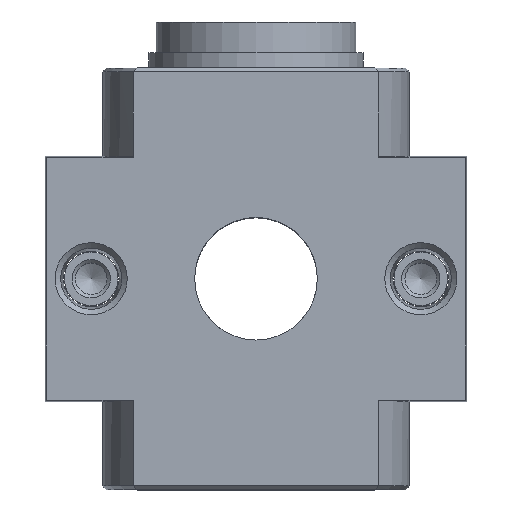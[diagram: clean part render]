
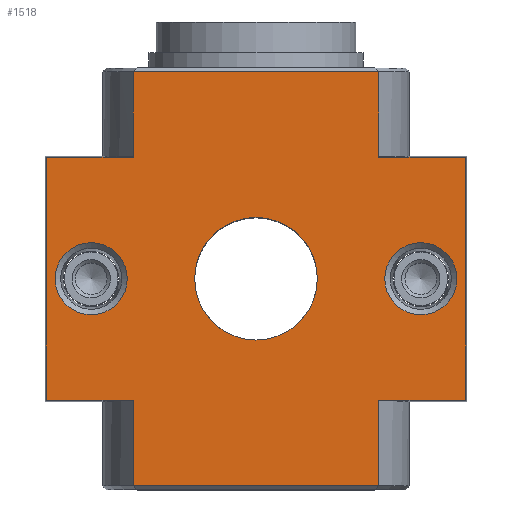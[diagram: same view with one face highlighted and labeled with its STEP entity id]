
A CAD part, top view. The second image highlights one B-rep face of the part: STEP entity #1518.
In plain terms, the highlighted planar face has unit normal (0, 0, 1).
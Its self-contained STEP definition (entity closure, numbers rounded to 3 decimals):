
#137=CIRCLE('',#1666,8.);
#148=CIRCLE('',#1708,4.7);
#149=CIRCLE('',#1709,4.7);
#327=ORIENTED_EDGE('',*,*,#598,.F.);
#328=ORIENTED_EDGE('',*,*,#678,.F.);
#329=ORIENTED_EDGE('',*,*,#679,.F.);
#330=ORIENTED_EDGE('',*,*,#680,.T.);
#331=ORIENTED_EDGE('',*,*,#681,.F.);
#332=ORIENTED_EDGE('',*,*,#682,.T.);
#333=ORIENTED_EDGE('',*,*,#608,.F.);
#334=ORIENTED_EDGE('',*,*,#661,.F.);
#335=ORIENTED_EDGE('',*,*,#610,.T.);
#336=ORIENTED_EDGE('',*,*,#683,.T.);
#337=ORIENTED_EDGE('',*,*,#684,.T.);
#338=ORIENTED_EDGE('',*,*,#685,.T.);
#339=ORIENTED_EDGE('',*,*,#653,.T.);
#340=ORIENTED_EDGE('',*,*,#676,.T.);
#341=ORIENTED_EDGE('',*,*,#655,.F.);
#598=EDGE_CURVE('',#792,#792,#137,.T.);
#608=EDGE_CURVE('',#802,#799,#931,.T.);
#610=EDGE_CURVE('',#805,#803,#933,.T.);
#653=EDGE_CURVE('',#833,#834,#953,.T.);
#655=EDGE_CURVE('',#835,#836,#955,.T.);
#661=EDGE_CURVE('',#805,#802,#961,.T.);
#676=EDGE_CURVE('',#834,#836,#974,.T.);
#678=EDGE_CURVE('',#848,#848,#148,.T.);
#679=EDGE_CURVE('',#849,#849,#149,.T.);
#680=EDGE_CURVE('',#835,#850,#976,.T.);
#681=EDGE_CURVE('',#851,#850,#977,.T.);
#682=EDGE_CURVE('',#851,#799,#978,.T.);
#683=EDGE_CURVE('',#803,#852,#979,.T.);
#684=EDGE_CURVE('',#852,#853,#980,.T.);
#685=EDGE_CURVE('',#853,#833,#981,.T.);
#792=VERTEX_POINT('',#2342);
#799=VERTEX_POINT('',#2406);
#802=VERTEX_POINT('',#2412);
#803=VERTEX_POINT('',#2416);
#805=VERTEX_POINT('',#2419);
#833=VERTEX_POINT('',#2524);
#834=VERTEX_POINT('',#2526);
#835=VERTEX_POINT('',#2530);
#836=VERTEX_POINT('',#2532);
#848=VERTEX_POINT('',#2575);
#849=VERTEX_POINT('',#2577);
#850=VERTEX_POINT('',#2579);
#851=VERTEX_POINT('',#2581);
#852=VERTEX_POINT('',#2584);
#853=VERTEX_POINT('',#2586);
#931=LINE('',#2413,#1037);
#933=LINE('',#2418,#1039);
#953=LINE('',#2527,#1059);
#955=LINE('',#2531,#1061);
#961=LINE('',#2541,#1067);
#974=LINE('',#2570,#1080);
#976=LINE('',#2578,#1082);
#977=LINE('',#2580,#1083);
#978=LINE('',#2582,#1084);
#979=LINE('',#2583,#1085);
#980=LINE('',#2585,#1086);
#981=LINE('',#2587,#1087);
#1037=VECTOR('',#1876,1000.);
#1039=VECTOR('',#1880,1000.);
#1059=VECTOR('',#1954,1000.);
#1061=VECTOR('',#1958,1000.);
#1067=VECTOR('',#1968,1000.);
#1080=VECTOR('',#1993,1000.);
#1082=VECTOR('',#2003,1000.);
#1083=VECTOR('',#2004,1000.);
#1084=VECTOR('',#2005,1000.);
#1085=VECTOR('',#2006,1000.);
#1086=VECTOR('',#2007,1000.);
#1087=VECTOR('',#2008,1000.);
#1162=EDGE_LOOP('',(#327));
#1163=EDGE_LOOP('',(#328));
#1164=EDGE_LOOP('',(#329));
#1165=EDGE_LOOP('',(#330,#331,#332,#333,#334,#335,#336,#337,#338,#339,#340,
#341));
#1316=FACE_BOUND('',#1162,.T.);
#1317=FACE_BOUND('',#1163,.T.);
#1318=FACE_BOUND('',#1164,.T.);
#1319=FACE_BOUND('',#1165,.T.);
#1455=PLANE('',#1707);
#1518=ADVANCED_FACE('',(#1316,#1317,#1318,#1319),#1455,.F.);
#1666=AXIS2_PLACEMENT_3D('',#2341,#1867,#1868);
#1707=AXIS2_PLACEMENT_3D('',#2573,#1997,#1998);
#1708=AXIS2_PLACEMENT_3D('',#2574,#1999,#2000);
#1709=AXIS2_PLACEMENT_3D('',#2576,#2001,#2002);
#1867=DIRECTION('',(0.,0.,1.));
#1868=DIRECTION('',(1.,0.,0.));
#1876=DIRECTION('',(-1.,0.,0.));
#1880=DIRECTION('',(-1.,0.,0.));
#1954=DIRECTION('',(-1.,0.,0.));
#1958=DIRECTION('',(-1.,0.,0.));
#1968=DIRECTION('',(0.,-1.,0.));
#1993=DIRECTION('',(0.,-1.,0.));
#1997=DIRECTION('',(0.,0.,-1.));
#1998=DIRECTION('',(-1.,0.,0.));
#1999=DIRECTION('',(0.,0.,1.));
#2000=DIRECTION('',(1.,0.,0.));
#2001=DIRECTION('',(0.,0.,1.));
#2002=DIRECTION('',(1.,0.,0.));
#2003=DIRECTION('',(0.,-1.,0.));
#2004=DIRECTION('',(-1.,0.,0.));
#2005=DIRECTION('',(0.,1.,0.));
#2006=DIRECTION('',(0.,1.,0.));
#2007=DIRECTION('',(-1.,0.,0.));
#2008=DIRECTION('',(0.,-1.,0.));
#2341=CARTESIAN_POINT('',(0.,0.,17.5));
#2342=CARTESIAN_POINT('',(8.,0.,17.5));
#2406=CARTESIAN_POINT('',(16.,-15.847,17.5));
#2412=CARTESIAN_POINT('',(27.347,-15.847,17.5));
#2413=CARTESIAN_POINT('',(33.,-15.847,17.5));
#2416=CARTESIAN_POINT('',(16.,15.847,17.5));
#2418=CARTESIAN_POINT('',(33.,15.847,17.5));
#2419=CARTESIAN_POINT('',(27.347,15.847,17.5));
#2524=CARTESIAN_POINT('',(-16.,15.847,17.5));
#2526=CARTESIAN_POINT('',(-27.347,15.847,17.5));
#2527=CARTESIAN_POINT('',(33.,15.847,17.5));
#2530=CARTESIAN_POINT('',(-16.,-15.847,17.5));
#2531=CARTESIAN_POINT('',(33.,-15.847,17.5));
#2532=CARTESIAN_POINT('',(-27.347,-15.847,17.5));
#2541=CARTESIAN_POINT('',(27.347,16.,17.5));
#2570=CARTESIAN_POINT('',(-27.347,16.,17.5));
#2573=CARTESIAN_POINT('',(-27.347,16.,17.5));
#2574=CARTESIAN_POINT('',(21.5,0.,17.5));
#2575=CARTESIAN_POINT('',(26.2,0.,17.5));
#2576=CARTESIAN_POINT('',(-21.5,0.,17.5));
#2577=CARTESIAN_POINT('',(-16.8,0.,17.5));
#2578=CARTESIAN_POINT('',(-16.,27.,17.5));
#2579=CARTESIAN_POINT('',(-16.,-27.,17.5));
#2580=CARTESIAN_POINT('',(20.,-27.,17.5));
#2581=CARTESIAN_POINT('',(16.,-27.,17.5));
#2582=CARTESIAN_POINT('',(16.,-27.,17.5));
#2583=CARTESIAN_POINT('',(16.,-27.,17.5));
#2584=CARTESIAN_POINT('',(16.,27.,17.5));
#2585=CARTESIAN_POINT('',(20.,27.,17.5));
#2586=CARTESIAN_POINT('',(-16.,27.,17.5));
#2587=CARTESIAN_POINT('',(-16.,27.,17.5));
